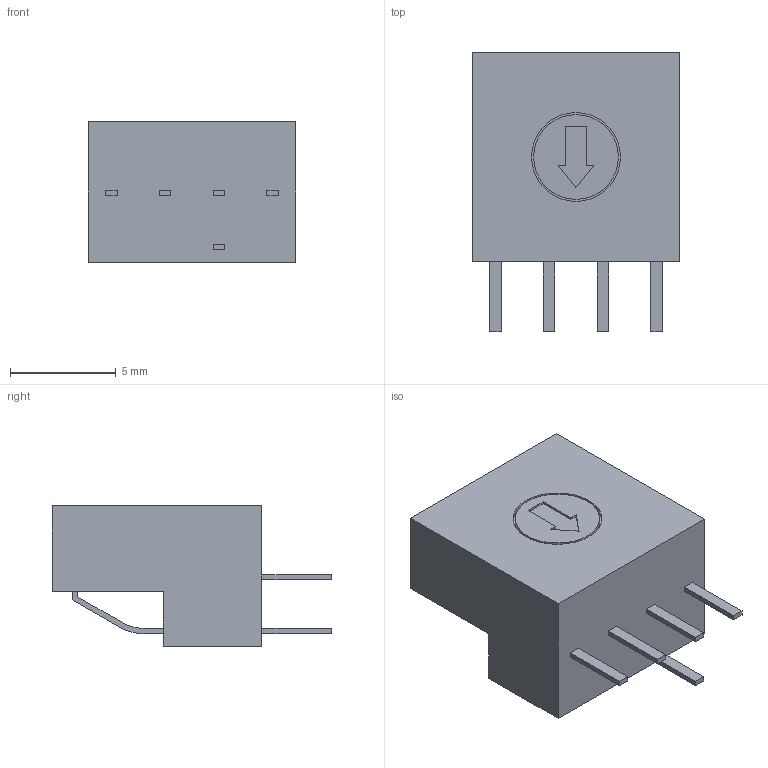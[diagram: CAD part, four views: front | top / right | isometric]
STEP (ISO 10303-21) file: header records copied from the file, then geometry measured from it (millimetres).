
FILE_DESCRIPTION (( 'STEP AP203' ), '1' );
FILE_NAME ('A6RV_161RF.step', '2013-07-18T10:34:15', ( 'OSMC1.0 TAKUMI' ), ( 'TAKUMI-Engniaring' ), 'SwSTEP 2.0', 'SolidWorks 2002025', '' );
FILE_SCHEMA (( 'CONFIG_CONTROL_DESIGN' ));
Length unit declared in the file: millimetre
Products named in the file (1): A6RV_161RF
Bounding box: 9.8 x 13.2 x 6.64 mm (x, y, z)
Volume: 513.9 mm3; surface area: 468.5 mm2
Topology: 1 solids, 1 shells, 57 faces, 141 edges, 94 vertices
Faces by surface type: plane 51, cylinder 6
Entity records: 1748 total; most frequent: CARTESIAN_POINT 293, ORIENTED_EDGE 282, DIRECTION 269, EDGE_CURVE 141, LINE 129, VECTOR 129, VERTEX_POINT 94, AXIS2_PLACEMENT_3D 70
